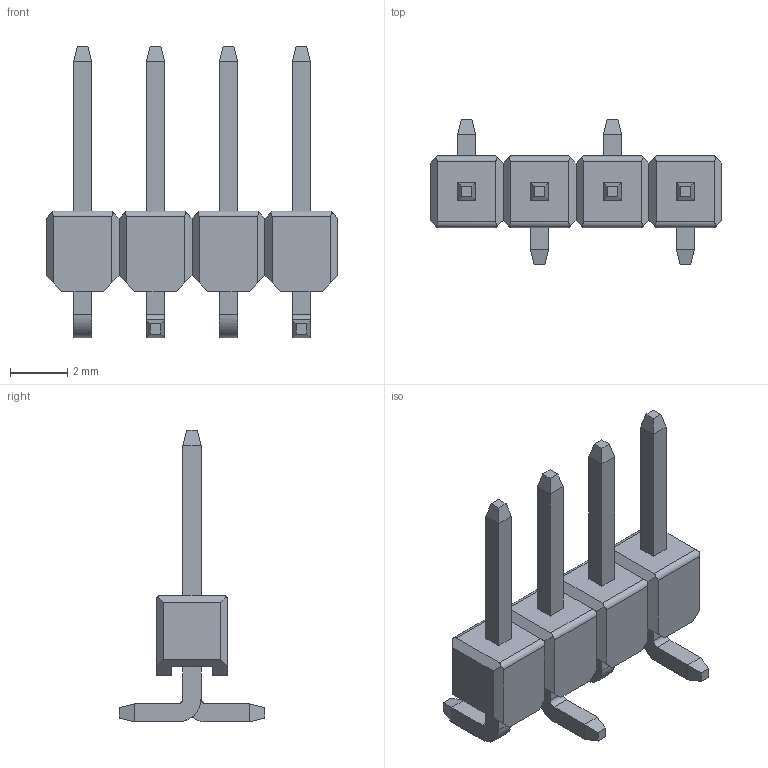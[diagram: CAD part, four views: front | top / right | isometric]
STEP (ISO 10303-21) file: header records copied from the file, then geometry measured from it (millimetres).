
FILE_DESCRIPTION (( 'STEP AP214' ), '1' );
FILE_NAME ('User Library-header1x4 1241150-4.STEP', '2016-11-28T01:51:14', ( 'Windows User' ), ( '' ), 'SwSTEP 2.0', 'SolidWorks 2016', '' );
FILE_SCHEMA (( 'AUTOMOTIVE_DESIGN' ));
Length unit declared in the file: millimetre
Products named in the file (1): User Library-header1x4 1241150-4
Bounding box: 10.16 x 5.08 x 10.16 mm (x, y, z)
Surface area: 270.4 mm2 (no closed solid volume)
Topology: 0 solids, 18 shells, 219 faces, 573 edges, 382 vertices
Faces by surface type: plane 172, bspline 31, cylinder 16
Entity records: 10297 total; most frequent: CARTESIAN_POINT 2881, ORIENTED_EDGE 1082, DIRECTION 806, EDGE_CURVE 573, VECTOR 412, LINE 412, VERTEX_POINT 382, EDGE_LOOP 233
